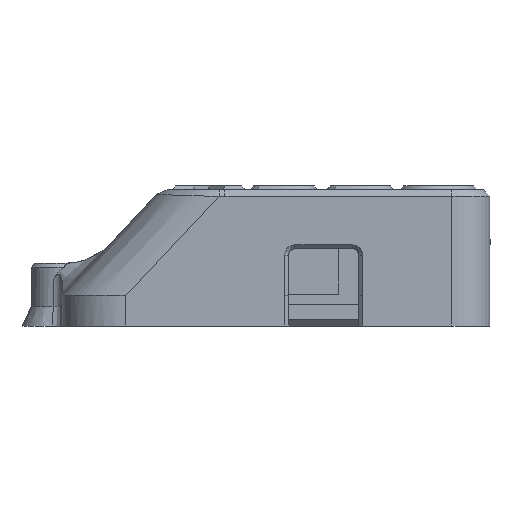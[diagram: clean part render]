
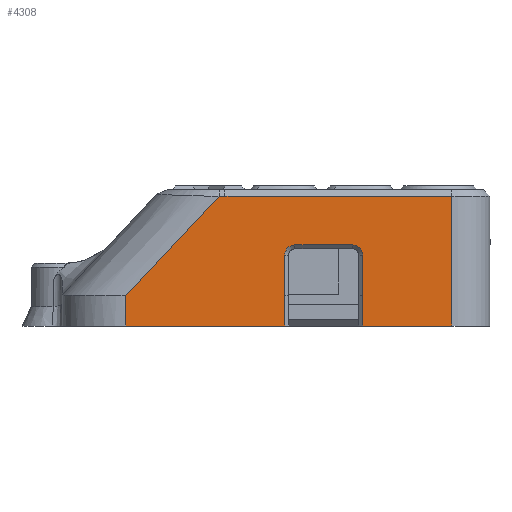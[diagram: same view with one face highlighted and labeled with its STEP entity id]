
A CAD part, front view. The second image highlights one B-rep face of the part: STEP entity #4308.
In plain terms, the highlighted planar face has unit normal (0, -1, 0).
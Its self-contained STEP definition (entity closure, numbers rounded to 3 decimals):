
#227=B_SPLINE_CURVE_WITH_KNOTS('',3,(#6459,#6460,#6461,#6462),
 .UNSPECIFIED.,.F.,.F.,(4,4),(-3.929,-3.835),
 .UNSPECIFIED.);
#258=B_SPLINE_CURVE_WITH_KNOTS('',3,(#8177,#8178,#8179,#8180),
 .UNSPECIFIED.,.F.,.F.,(4,4),(-0.755,-0.126),
 .UNSPECIFIED.);
#261=B_SPLINE_CURVE_WITH_KNOTS('',3,(#8213,#8214,#8215,#8216,#8217,#8218,
#8219),.UNSPECIFIED.,.F.,.F.,(4,3,4),(-0.637,-0.493,
-0.385),.UNSPECIFIED.);
#264=B_SPLINE_CURVE_WITH_KNOTS('',3,(#8247,#8248,#8249,#8250),
 .UNSPECIFIED.,.F.,.F.,(4,4),(-2.471,-1.571),
 .UNSPECIFIED.);
#266=B_SPLINE_CURVE_WITH_KNOTS('',3,(#8288,#8289,#8290,#8291,#8292,#8293,
#8294),.UNSPECIFIED.,.F.,.F.,(4,3,4),(-0.728,-0.62,
-0.475),.UNSPECIFIED.);
#269=B_SPLINE_CURVE_WITH_KNOTS('',3,(#8324,#8325,#8326,#8327),
 .UNSPECIFIED.,.F.,.F.,(4,4),(-1.875,-1.246),
 .UNSPECIFIED.);
#584=FACE_OUTER_BOUND('',#856,.T.);
#856=EDGE_LOOP('',(#3896,#3897,#3898,#3899,#3900,#3901,#3902,#3903,#3904,
#3905,#3906,#3907,#3908,#3909));
#931=LINE('',#5857,#1336);
#938=LINE('',#6553,#1343);
#1011=LINE('',#8338,#1416);
#1016=LINE('',#8349,#1421);
#1057=LINE('',#9299,#1462);
#1260=LINE('',#10416,#1665);
#1261=LINE('',#10442,#1666);
#1262=LINE('',#10444,#1667);
#1336=VECTOR('',#4660,10.);
#1343=VECTOR('',#4675,11.687);
#1416=VECTOR('',#4868,10.);
#1421=VECTOR('',#4879,10.);
#1462=VECTOR('',#4996,10.);
#1665=VECTOR('',#5487,10.);
#1666=VECTOR('',#5490,10.);
#1667=VECTOR('',#5493,10.);
#1754=VERTEX_POINT('',#5850);
#1757=VERTEX_POINT('',#5855);
#1762=VERTEX_POINT('',#6228);
#1770=VERTEX_POINT('',#6544);
#1853=VERTEX_POINT('',#8175);
#1854=VERTEX_POINT('',#8176);
#1857=VERTEX_POINT('',#8212);
#1859=VERTEX_POINT('',#8246);
#1861=VERTEX_POINT('',#8287);
#1863=VERTEX_POINT('',#8323);
#1865=VERTEX_POINT('',#8335);
#1869=VERTEX_POINT('',#8346);
#1929=VERTEX_POINT('',#9296);
#2069=VERTEX_POINT('',#10440);
#2158=EDGE_CURVE('',#1757,#1754,#931,.T.);
#2172=EDGE_CURVE('',#1762,#1757,#227,.T.);
#2181=EDGE_CURVE('',#1770,#1762,#938,.T.);
#2299=EDGE_CURVE('',#1853,#1854,#258,.T.);
#2303=EDGE_CURVE('',#1857,#1853,#261,.T.);
#2306=EDGE_CURVE('',#1859,#1857,#264,.T.);
#2309=EDGE_CURVE('',#1861,#1859,#266,.T.);
#2312=EDGE_CURVE('',#1863,#1861,#269,.T.);
#2316=EDGE_CURVE('',#1865,#1770,#1011,.T.);
#2322=EDGE_CURVE('',#1863,#1869,#1016,.T.);
#2420=EDGE_CURVE('',#1929,#1854,#1057,.T.);
#2680=EDGE_CURVE('',#1869,#1865,#1260,.F.);
#2683=EDGE_CURVE('',#2069,#1929,#1261,.F.);
#2684=EDGE_CURVE('',#2069,#1754,#1262,.T.);
#3896=ORIENTED_EDGE('',*,*,#2172,.F.);
#3897=ORIENTED_EDGE('',*,*,#2181,.F.);
#3898=ORIENTED_EDGE('',*,*,#2316,.F.);
#3899=ORIENTED_EDGE('',*,*,#2680,.F.);
#3900=ORIENTED_EDGE('',*,*,#2322,.F.);
#3901=ORIENTED_EDGE('',*,*,#2312,.T.);
#3902=ORIENTED_EDGE('',*,*,#2309,.T.);
#3903=ORIENTED_EDGE('',*,*,#2306,.T.);
#3904=ORIENTED_EDGE('',*,*,#2303,.T.);
#3905=ORIENTED_EDGE('',*,*,#2299,.T.);
#3906=ORIENTED_EDGE('',*,*,#2420,.F.);
#3907=ORIENTED_EDGE('',*,*,#2683,.F.);
#3908=ORIENTED_EDGE('',*,*,#2684,.T.);
#3909=ORIENTED_EDGE('',*,*,#2158,.F.);
#4069=PLANE('',#4578);
#4308=ADVANCED_FACE('',(#584),#4069,.F.);
#4578=AXIS2_PLACEMENT_3D('',#10443,#5491,#5492);
#4660=DIRECTION('',(1.,0.,0.));
#4675=DIRECTION('',(0.685,0.,0.729));
#4868=DIRECTION('',(0.,0.,1.));
#4879=DIRECTION('',(0.,0.,-1.));
#4996=DIRECTION('',(0.,0.,1.));
#5487=DIRECTION('',(1.,0.,0.));
#5490=DIRECTION('',(1.,0.,0.));
#5491=DIRECTION('center_axis',(0.,1.,0.));
#5492=DIRECTION('ref_axis',(1.,0.,0.));
#5493=DIRECTION('',(0.,0.,1.));
#5850=CARTESIAN_POINT('',(34.206,-45.746,70.306));
#5855=CARTESIAN_POINT('',(-1.282,-45.746,70.306));
#5857=CARTESIAN_POINT('',(-2.85,-45.746,70.306));
#6228=CARTESIAN_POINT('',(-2.22,-45.746,70.307));
#6459=CARTESIAN_POINT('Ctrl Pts',(-2.22,-45.746,70.307));
#6460=CARTESIAN_POINT('Ctrl Pts',(-1.906,-45.746,70.306));
#6461=CARTESIAN_POINT('Ctrl Pts',(-1.595,-45.746,70.306));
#6462=CARTESIAN_POINT('Ctrl Pts',(-1.282,-45.746,70.306));
#6544=CARTESIAN_POINT('',(-16.794,-45.746,54.786));
#6553=CARTESIAN_POINT('',(-16.794,-45.746,54.786));
#8175=CARTESIAN_POINT('',(20.267,-45.746,61.076));
#8176=CARTESIAN_POINT('',(20.267,-45.746,54.786));
#8177=CARTESIAN_POINT('Ctrl Pts',(20.267,-45.746,61.076));
#8178=CARTESIAN_POINT('Ctrl Pts',(20.267,-45.746,58.98));
#8179=CARTESIAN_POINT('Ctrl Pts',(20.267,-45.746,56.883));
#8180=CARTESIAN_POINT('Ctrl Pts',(20.267,-45.746,54.786));
#8212=CARTESIAN_POINT('',(18.667,-45.746,62.676));
#8213=CARTESIAN_POINT('Ctrl Pts',(18.667,-45.746,62.676));
#8214=CARTESIAN_POINT('Ctrl Pts',(19.146,-45.746,62.676));
#8215=CARTESIAN_POINT('Ctrl Pts',(19.62,-45.746,62.447));
#8216=CARTESIAN_POINT('Ctrl Pts',(19.918,-45.746,62.074));
#8217=CARTESIAN_POINT('Ctrl Pts',(20.142,-45.746,61.795));
#8218=CARTESIAN_POINT('Ctrl Pts',(20.267,-45.746,61.435));
#8219=CARTESIAN_POINT('Ctrl Pts',(20.267,-45.746,61.076));
#8246=CARTESIAN_POINT('',(9.667,-45.746,62.676));
#8247=CARTESIAN_POINT('Ctrl Pts',(9.667,-45.746,62.676));
#8248=CARTESIAN_POINT('Ctrl Pts',(12.667,-45.746,62.676));
#8249=CARTESIAN_POINT('Ctrl Pts',(15.667,-45.746,62.676));
#8250=CARTESIAN_POINT('Ctrl Pts',(18.667,-45.746,62.676));
#8287=CARTESIAN_POINT('',(8.067,-45.746,61.076));
#8288=CARTESIAN_POINT('Ctrl Pts',(8.067,-45.746,61.076));
#8289=CARTESIAN_POINT('Ctrl Pts',(8.067,-45.746,61.435));
#8290=CARTESIAN_POINT('Ctrl Pts',(8.193,-45.746,61.795));
#8291=CARTESIAN_POINT('Ctrl Pts',(8.417,-45.746,62.074));
#8292=CARTESIAN_POINT('Ctrl Pts',(8.715,-45.746,62.447));
#8293=CARTESIAN_POINT('Ctrl Pts',(9.189,-45.746,62.676));
#8294=CARTESIAN_POINT('Ctrl Pts',(9.667,-45.746,62.676));
#8323=CARTESIAN_POINT('',(8.067,-45.746,54.786));
#8324=CARTESIAN_POINT('Ctrl Pts',(8.067,-45.746,54.786));
#8325=CARTESIAN_POINT('Ctrl Pts',(8.067,-45.746,56.883));
#8326=CARTESIAN_POINT('Ctrl Pts',(8.067,-45.746,58.98));
#8327=CARTESIAN_POINT('Ctrl Pts',(8.067,-45.746,61.076));
#8335=CARTESIAN_POINT('',(-16.794,-45.746,49.986));
#8338=CARTESIAN_POINT('',(-16.794,-45.746,50.786));
#8346=CARTESIAN_POINT('',(8.067,-45.746,49.986));
#8349=CARTESIAN_POINT('',(8.067,-45.746,52.486));
#9296=CARTESIAN_POINT('',(20.267,-45.746,49.986));
#9299=CARTESIAN_POINT('',(20.267,-45.746,52.486));
#10416=CARTESIAN_POINT('',(7.788,-45.746,49.986));
#10440=CARTESIAN_POINT('',(34.206,-45.746,49.986));
#10442=CARTESIAN_POINT('',(7.788,-45.746,49.986));
#10443=CARTESIAN_POINT('Origin',(-16.794,-45.746,49.986));
#10444=CARTESIAN_POINT('',(34.206,-45.746,50.786));
